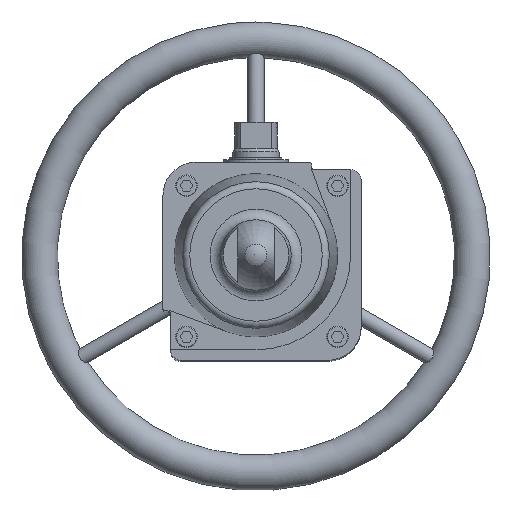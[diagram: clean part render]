
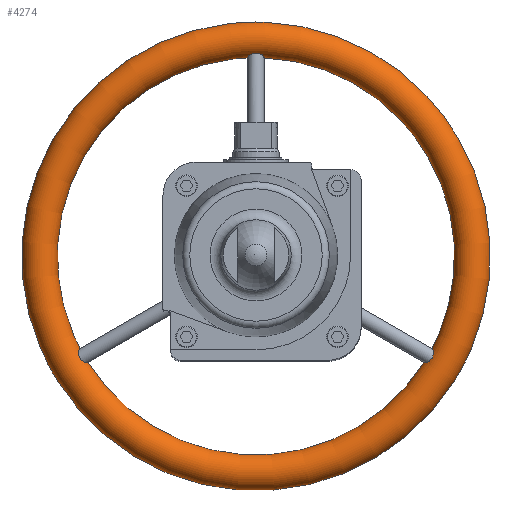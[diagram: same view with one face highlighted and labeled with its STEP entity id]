
A CAD part, top view. The second image highlights one B-rep face of the part: STEP entity #4274.
In plain terms, the highlighted toroidal (fillet/blend) face has major radius 161.65 mm and minor radius 13.35 mm.
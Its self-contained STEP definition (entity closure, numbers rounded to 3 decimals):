
#47=TOROIDAL_SURFACE('',#4675,161.65,13.35);
#91=B_SPLINE_CURVE_WITH_KNOTS('',3,(#6794,#6795,#6796,#6797,#6798,#6799,
#6800,#6801,#6802,#6803,#6804,#6805,#6806,#6807,#6808,#6809,#6810,#6811),
 .UNSPECIFIED.,.T.,.F.,(1,1,1,1,1,1,1,1,1,1,1,1,1,1,1,1,1,1,1,1,1,1),(-0.007,
-0.005,-0.002,0.,0.002,0.005,
0.01,0.012,0.014,0.017,
0.019,0.022,0.024,0.026,
0.029,0.031,0.033,0.036,
0.038,0.041,0.043,0.048),
 .UNSPECIFIED.);
#92=B_SPLINE_CURVE_WITH_KNOTS('',3,(#6814,#6815,#6816,#6817,#6818,#6819,
#6820,#6821,#6822,#6823,#6824,#6825,#6826,#6827,#6828,#6829,#6830,#6831,
#6832),.UNSPECIFIED.,.T.,.F.,(1,1,1,1,1,1,1,1,1,1,1,1,1,1,1,1,1,1,1,1,1,
1,1),(-0.007,-0.005,-0.002,0.,
0.002,0.005,0.007,0.01,
0.012,0.014,0.017,0.019,
0.022,0.024,0.026,0.029,
0.031,0.033,0.036,0.038,
0.041,0.043,0.045),.UNSPECIFIED.);
#93=B_SPLINE_CURVE_WITH_KNOTS('',3,(#6835,#6836,#6837,#6838,#6839,#6840,
#6841,#6842,#6843,#6844,#6845,#6846,#6847,#6848,#6849,#6850,#6851,#6852,
#6853),.UNSPECIFIED.,.T.,.F.,(1,1,1,1,1,1,1,1,1,1,1,1,1,1,1,1,1,1,1,1,1,
1,1),(-0.007,-0.005,-0.002,0.,
0.002,0.005,0.007,0.01,
0.012,0.014,0.017,0.019,
0.022,0.024,0.026,0.029,
0.031,0.033,0.036,0.038,
0.041,0.043,0.045),.UNSPECIFIED.);
#1353=ORIENTED_EDGE('',*,*,#2354,.F.);
#1354=ORIENTED_EDGE('',*,*,#2353,.F.);
#1355=ORIENTED_EDGE('',*,*,#2352,.F.);
#2352=EDGE_CURVE('',#2885,#2885,#91,.T.);
#2353=EDGE_CURVE('',#2886,#2886,#92,.T.);
#2354=EDGE_CURVE('',#2887,#2887,#93,.T.);
#2885=VERTEX_POINT('',#6812);
#2886=VERTEX_POINT('',#6833);
#2887=VERTEX_POINT('',#6854);
#3469=EDGE_LOOP('',(#1353));
#3470=EDGE_LOOP('',(#1354));
#3471=EDGE_LOOP('',(#1355));
#3879=FACE_BOUND('',#3469,.T.);
#3880=FACE_BOUND('',#3470,.T.);
#3881=FACE_BOUND('',#3471,.T.);
#4274=ADVANCED_FACE('',(#3879,#3880,#3881),#47,.T.);
#4675=AXIS2_PLACEMENT_3D('',#6855,#5412,#5413);
#5412=DIRECTION('',(0.,0.,-1.));
#5413=DIRECTION('',(-1.,0.,0.));
#6794=CARTESIAN_POINT('',(-5.041,148.166,-315.042));
#6795=CARTESIAN_POINT('',(-3.289,148.369,-316.76));
#6796=CARTESIAN_POINT('',(-1.026,148.584,-317.675));
#6797=CARTESIAN_POINT('',(2.25,148.553,-317.56));
#6798=CARTESIAN_POINT('',(4.978,148.094,-315.477));
#6799=CARTESIAN_POINT('',(6.096,148.343,-312.406));
#6800=CARTESIAN_POINT('',(5.963,149.038,-310.048));
#6801=CARTESIAN_POINT('',(4.948,150.07,-308.073));
#6802=CARTESIAN_POINT('',(3.273,151.124,-306.659));
#6803=CARTESIAN_POINT('',(1.044,151.846,-305.89));
#6804=CARTESIAN_POINT('',(-1.428,151.774,-305.961));
#6805=CARTESIAN_POINT('',(-3.578,150.968,-306.843));
#6806=CARTESIAN_POINT('',(-5.162,149.893,-308.357));
#6807=CARTESIAN_POINT('',(-6.048,148.898,-310.405));
#6808=CARTESIAN_POINT('',(-6.026,148.279,-312.792));
#6809=CARTESIAN_POINT('',(-5.041,148.166,-315.042));
#6810=CARTESIAN_POINT('',(-3.289,148.369,-316.76));
#6811=CARTESIAN_POINT('',(-1.026,148.584,-317.675));
#6812=CARTESIAN_POINT('',(-3.204,148.371,-316.626));
#6814=CARTESIAN_POINT('',(-125.432,-79.131,-313.538));
#6815=CARTESIAN_POINT('',(-126.077,-78.048,-315.662));
#6816=CARTESIAN_POINT('',(-127.25,-76.497,-317.142));
#6817=CARTESIAN_POINT('',(-128.57,-74.526,-317.762));
#6818=CARTESIAN_POINT('',(-129.684,-72.377,-317.35));
#6819=CARTESIAN_POINT('',(-130.492,-70.484,-316.023));
#6820=CARTESIAN_POINT('',(-131.121,-69.218,-314.024));
#6821=CARTESIAN_POINT('',(-131.693,-68.918,-311.648));
#6822=CARTESIAN_POINT('',(-132.196,-69.708,-309.375));
#6823=CARTESIAN_POINT('',(-132.504,-71.323,-307.566));
#6824=CARTESIAN_POINT('',(-132.439,-73.424,-306.342));
#6825=CARTESIAN_POINT('',(-131.702,-75.732,-305.815));
#6826=CARTESIAN_POINT('',(-130.191,-77.657,-306.161));
#6827=CARTESIAN_POINT('',(-128.387,-78.907,-307.257));
#6828=CARTESIAN_POINT('',(-126.756,-79.564,-308.95));
#6829=CARTESIAN_POINT('',(-125.66,-79.649,-311.14));
#6830=CARTESIAN_POINT('',(-125.432,-79.131,-313.538));
#6831=CARTESIAN_POINT('',(-126.077,-78.048,-315.662));
#6832=CARTESIAN_POINT('',(-127.25,-76.497,-317.142));
#6833=CARTESIAN_POINT('',(-126.165,-77.97,-315.555));
#6835=CARTESIAN_POINT('',(127.293,-76.439,-317.18));
#6836=CARTESIAN_POINT('',(126.103,-78.014,-315.709));
#6837=CARTESIAN_POINT('',(125.443,-79.103,-313.614));
#6838=CARTESIAN_POINT('',(125.636,-79.641,-311.224));
#6839=CARTESIAN_POINT('',(126.708,-79.577,-309.017));
#6840=CARTESIAN_POINT('',(128.329,-78.937,-307.304));
#6841=CARTESIAN_POINT('',(130.123,-77.718,-306.191));
#6842=CARTESIAN_POINT('',(131.658,-75.813,-305.813));
#6843=CARTESIAN_POINT('',(132.424,-73.519,-306.304));
#6844=CARTESIAN_POINT('',(132.51,-71.388,-307.513));
#6845=CARTESIAN_POINT('',(132.211,-69.756,-309.301));
#6846=CARTESIAN_POINT('',(131.714,-68.93,-311.554));
#6847=CARTESIAN_POINT('',(131.145,-69.186,-313.935));
#6848=CARTESIAN_POINT('',(130.517,-70.424,-315.96));
#6849=CARTESIAN_POINT('',(129.718,-72.303,-317.318));
#6850=CARTESIAN_POINT('',(128.614,-74.453,-317.765));
#6851=CARTESIAN_POINT('',(127.293,-76.439,-317.18));
#6852=CARTESIAN_POINT('',(126.103,-78.014,-315.709));
#6853=CARTESIAN_POINT('',(125.443,-79.103,-313.614));
#6854=CARTESIAN_POINT('',(126.191,-77.933,-315.605));
#6855=CARTESIAN_POINT('',(0.,0.,-314.95));
